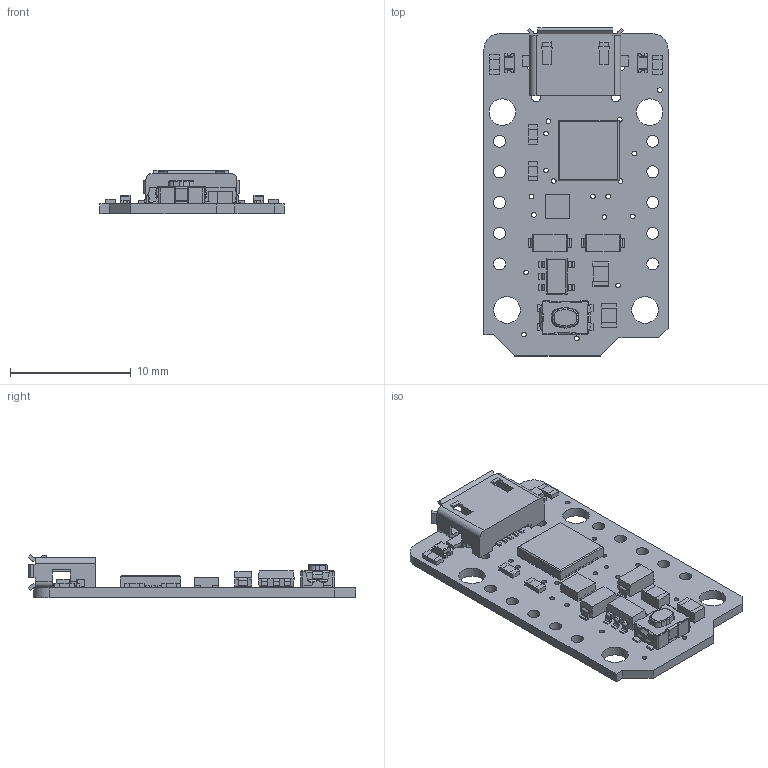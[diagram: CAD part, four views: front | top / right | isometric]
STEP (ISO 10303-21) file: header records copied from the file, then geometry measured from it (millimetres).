
FILE_DESCRIPTION(/* description */ (''),/* implementation_level */ '2;1');
FILE_NAME(/* name */ 'Trinket M0.step',/* time_stamp */ '2019-06-05T16:47:48-04:00',/* author */ (''),/* organization */ (''),/* preprocessor_version */ 'ST-DEVELOPER v18',/* originating_system */ 'Autodesk Translation Framework v8.2.0.1029',/* authorisation */ '');
FILE_SCHEMA (('AUTOMOTIVE_DESIGN { 1 0 10303 214 3 1 1 }'));
Length unit declared in the file: millimetre
Products named in the file (12): Trinket M0 rev D; PCB Component; Board; 10uF; 1uF; red; SCHOTTKY; #40158; reset; ATSAMD21E; AP102-2020; AP2112K-3.3
Assembly tree (17 placements, depth 3):
  Trinket M0 rev D
    PCB Component
      Board
      10uF  x2
      1uF  x4
      red  x2
      SCHOTTKY  x2
      #40158
      reset
      ATSAMD21E
      AP102-2020
      AP2112K-3.3
Bounding box: 15.24 x 27.15 x 3.57 mm (x, y, z)
Volume: 402.7 mm3; surface area: 1464.1 mm2
Topology: 46 solids, 46 shells, 1342 faces, 3712 edges, 2424 vertices
Faces by surface type: plane 1053, cylinder 251, bspline 26, torus 6, cone 6
Full cylindrical faces by diameter (mm): 0.394 x19, 0.7 x2, 0.8 x2, 1 x10, 2.2 x4
Entity records: 40286 total; most frequent: CARTESIAN_POINT 8263, ORIENTED_EDGE 6634, DIRECTION 6149, EDGE_CURVE 3317, LINE 2785, VECTOR 2785, VERTEX_POINT 2162, AXIS2_PLACEMENT_3D 1682
